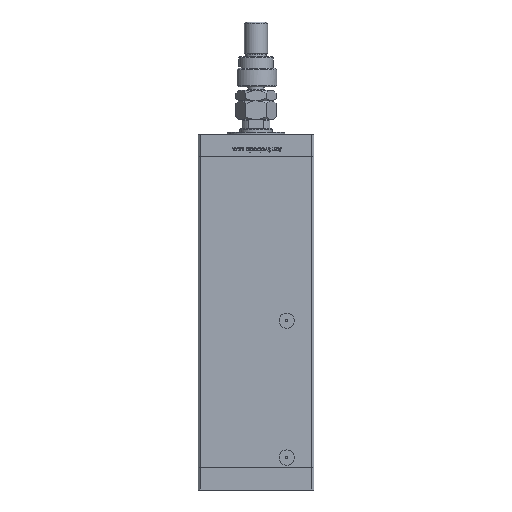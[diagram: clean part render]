
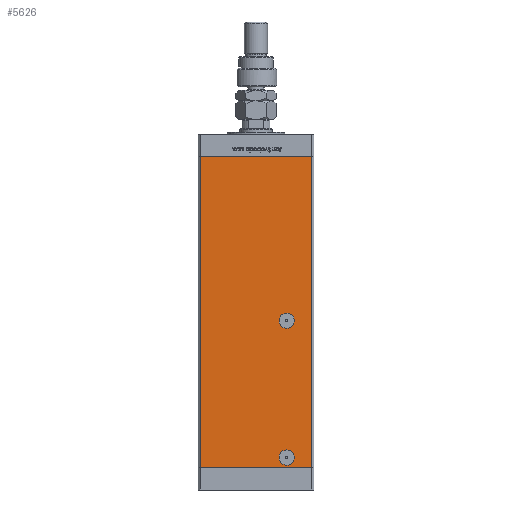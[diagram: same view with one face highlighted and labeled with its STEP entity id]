
A CAD part, front view. The second image highlights one B-rep face of the part: STEP entity #5626.
In plain terms, the highlighted planar face has unit normal (0, -1, 0).
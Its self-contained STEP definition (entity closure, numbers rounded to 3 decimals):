
#78 = DIRECTION ( 'NONE',  ( 0., 0., -1. ) ) ;
#534 = EDGE_CURVE ( 'NONE', #13406, #3565, #37001, .T. ) ;
#856 = CARTESIAN_POINT ( 'NONE',  ( -48., -43.5, 268.5 ) ) ;
#2182 = EDGE_CURVE ( 'NONE', #8097, #2619, #18799, .T. ) ;
#2619 = VERTEX_POINT ( 'NONE', #31924 ) ;
#2834 = FACE_BOUND ( 'NONE', #31697, .T. ) ;
#3565 = VERTEX_POINT ( 'NONE', #37858 ) ;
#3666 = PLANE ( 'NONE',  #23353 ) ;
#5626 = ADVANCED_FACE ( 'NONE', ( #2834, #20106, #40681 ), #3666, .F. ) ;
#6315 = VECTOR ( 'NONE', #28682, 1000. ) ;
#6483 = CARTESIAN_POINT ( 'NONE',  ( -48., -43.5, 0. ) ) ;
#7402 = EDGE_CURVE ( 'NONE', #28765, #32108, #47351, .T. ) ;
#8097 = VERTEX_POINT ( 'NONE', #22361 ) ;
#10133 = CARTESIAN_POINT ( 'NONE',  ( 48., -43.5, 268.5 ) ) ;
#10364 = ORIENTED_EDGE ( 'NONE', *, *, #7402, .F. ) ;
#10637 = ORIENTED_EDGE ( 'NONE', *, *, #2182, .T. ) ;
#11170 = EDGE_CURVE ( 'NONE', #38837, #3565, #37523, .T. ) ;
#13030 = EDGE_LOOP ( 'NONE', ( #18670, #10637 ) ) ;
#13406 = VERTEX_POINT ( 'NONE', #6483 ) ;
#14591 = AXIS2_PLACEMENT_3D ( 'NONE', #36369, #16079, #28591 ) ;
#15271 = EDGE_CURVE ( 'NONE', #27578, #38837, #29156, .T. ) ;
#15307 = DIRECTION ( 'NONE',  ( 0., -1., 0. ) ) ;
#16079 = DIRECTION ( 'NONE',  ( 0., -1., 0. ) ) ;
#16411 = VECTOR ( 'NONE', #41974, 1000. ) ;
#17662 = EDGE_CURVE ( 'NONE', #32108, #28765, #34116, .T. ) ;
#18306 = LINE ( 'NONE', #48294, #24909 ) ;
#18670 = ORIENTED_EDGE ( 'NONE', *, *, #51526, .T. ) ;
#18799 = CIRCLE ( 'NONE', #49859, 6.58 ) ;
#19571 = DIRECTION ( 'NONE',  ( 0., 1., 0. ) ) ;
#19765 = CARTESIAN_POINT ( 'NONE',  ( 48., -43.5, 268.5 ) ) ;
#20106 = FACE_OUTER_BOUND ( 'NONE', #52271, .T. ) ;
#20227 = DIRECTION ( 'NONE',  ( 0., 0., -1. ) ) ;
#21095 = CARTESIAN_POINT ( 'NONE',  ( 26.5, -43.5, 2.42 ) ) ;
#21684 = ORIENTED_EDGE ( 'NONE', *, *, #11170, .F. ) ;
#22361 = CARTESIAN_POINT ( 'NONE',  ( 26.5, -43.5, 133.58 ) ) ;
#23353 = AXIS2_PLACEMENT_3D ( 'NONE', #53736, #19571, #28177 ) ;
#23388 = AXIS2_PLACEMENT_3D ( 'NONE', #24465, #15307, #36423 ) ;
#23744 = AXIS2_PLACEMENT_3D ( 'NONE', #37716, #37445, #20227 ) ;
#24465 = CARTESIAN_POINT ( 'NONE',  ( 26.5, -43.5, 9. ) ) ;
#24909 = VECTOR ( 'NONE', #30554, 1000. ) ;
#27578 = VERTEX_POINT ( 'NONE', #856 ) ;
#28129 = CARTESIAN_POINT ( 'NONE',  ( 26.5, -43.5, 15.58 ) ) ;
#28177 = DIRECTION ( 'NONE',  ( 0., 0., 1. ) ) ;
#28591 = DIRECTION ( 'NONE',  ( 0., 0., -1. ) ) ;
#28682 = DIRECTION ( 'NONE',  ( 1., 0., 0. ) ) ;
#28765 = VERTEX_POINT ( 'NONE', #28129 ) ;
#29156 = LINE ( 'NONE', #54166, #47613 ) ;
#30554 = DIRECTION ( 'NONE',  ( 0., 0., -1. ) ) ;
#31697 = EDGE_LOOP ( 'NONE', ( #34821, #10364 ) ) ;
#31924 = CARTESIAN_POINT ( 'NONE',  ( 26.5, -43.5, 120.42 ) ) ;
#32108 = VERTEX_POINT ( 'NONE', #21095 ) ;
#34116 = CIRCLE ( 'NONE', #14591, 6.58 ) ;
#34821 = ORIENTED_EDGE ( 'NONE', *, *, #17662, .F. ) ;
#36369 = CARTESIAN_POINT ( 'NONE',  ( 26.5, -43.5, 9. ) ) ;
#36423 = DIRECTION ( 'NONE',  ( 0., 0., -1. ) ) ;
#37001 = LINE ( 'NONE', #54524, #6315 ) ;
#37365 = DIRECTION ( 'NONE',  ( 0., 1., 0. ) ) ;
#37445 = DIRECTION ( 'NONE',  ( 0., 1., 0. ) ) ;
#37523 = LINE ( 'NONE', #19765, #16411 ) ;
#37716 = CARTESIAN_POINT ( 'NONE',  ( 26.5, -43.5, 127. ) ) ;
#37858 = CARTESIAN_POINT ( 'NONE',  ( 48., -43.5, 0. ) ) ;
#38837 = VERTEX_POINT ( 'NONE', #10133 ) ;
#39476 = EDGE_CURVE ( 'NONE', #27578, #13406, #18306, .T. ) ;
#40681 = FACE_BOUND ( 'NONE', #13030, .T. ) ;
#41974 = DIRECTION ( 'NONE',  ( 0., 0., -1. ) ) ;
#42377 = CIRCLE ( 'NONE', #23744, 6.58 ) ;
#45274 = DIRECTION ( 'NONE',  ( 1., 0., 0. ) ) ;
#47351 = CIRCLE ( 'NONE', #23388, 6.58 ) ;
#47613 = VECTOR ( 'NONE', #45274, 1000. ) ;
#48294 = CARTESIAN_POINT ( 'NONE',  ( -48., -43.5, 268.5 ) ) ;
#48385 = ORIENTED_EDGE ( 'NONE', *, *, #15271, .F. ) ;
#48603 = ORIENTED_EDGE ( 'NONE', *, *, #39476, .T. ) ;
#49859 = AXIS2_PLACEMENT_3D ( 'NONE', #50709, #37365, #78 ) ;
#50709 = CARTESIAN_POINT ( 'NONE',  ( 26.5, -43.5, 127. ) ) ;
#50987 = ORIENTED_EDGE ( 'NONE', *, *, #534, .T. ) ;
#51526 = EDGE_CURVE ( 'NONE', #2619, #8097, #42377, .T. ) ;
#52271 = EDGE_LOOP ( 'NONE', ( #50987, #21684, #48385, #48603 ) ) ;
#53736 = CARTESIAN_POINT ( 'NONE',  ( -48., -43.5, 268.5 ) ) ;
#54166 = CARTESIAN_POINT ( 'NONE',  ( -48., -43.5, 268.5 ) ) ;
#54524 = CARTESIAN_POINT ( 'NONE',  ( -48., -43.5, 0. ) ) ;
